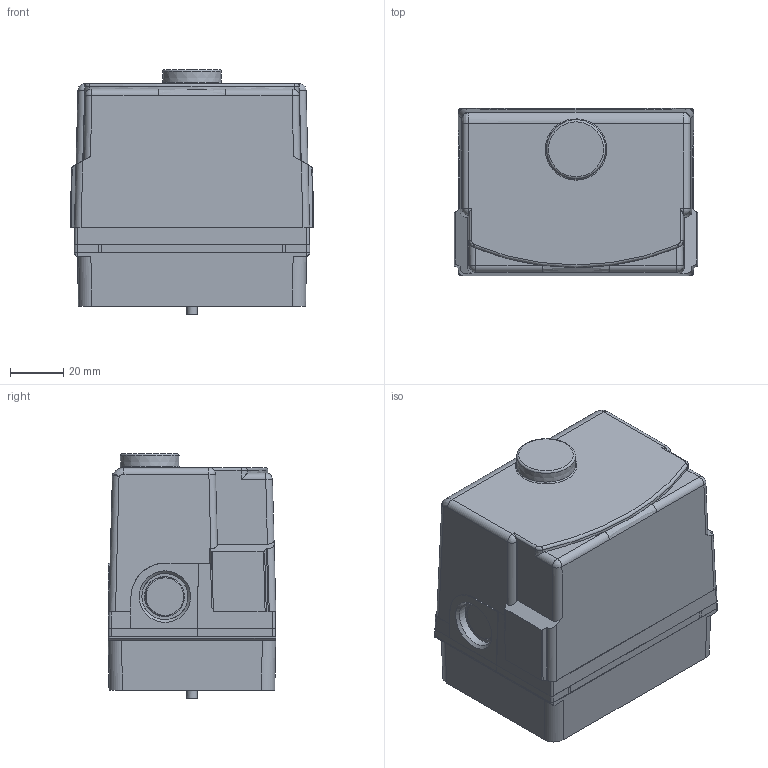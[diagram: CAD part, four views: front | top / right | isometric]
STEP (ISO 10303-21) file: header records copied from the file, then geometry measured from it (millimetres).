
FILE_DESCRIPTION(/* description */ ('Step214'),/* implementation_level */ '2;1');
FILE_NAME(/* name */ 'LFS1 mit AGKs_mit KF.stp',/* time_stamp */ '2015-11-12T12:33:26+01:00',/* author */ (''),/* organization */ ('Siemens'),/* preprocessor_version */ 'ST-DEVELOPER v15',/* originating_system */ 'SIEMENS PLM Software NX 8.5',/* authorisation */ 'for Duktil only');
FILE_SCHEMA (('AUTOMOTIVE_DESIGN { 1 0 10303 214 3 1 1 1 }'));
Length unit declared in the file: millimetre
Products named in the file (1): Volc15F07A3Ap2xz
Bounding box: 91 x 62.76 x 91.4 mm (x, y, z)
Volume: 436654 mm3; surface area: 36114.4 mm2
Topology: 1 solids, 3 shells, 211 faces, 532 edges, 333 vertices
Faces by surface type: plane 119, cylinder 47, bspline 16, cone 11, torus 8, extrusion 6, sphere 4
Full cylindrical faces by diameter (mm): 4 x1, 5.4 x2, 17.26 x5
Entity records: 6569 total; most frequent: CARTESIAN_POINT 1489, DIRECTION 1006, ORIENTED_EDGE 992, EDGE_CURVE 496, AXIS2_PLACEMENT_3D 346, VERTEX_POINT 326, VECTOR 314, LINE 308
